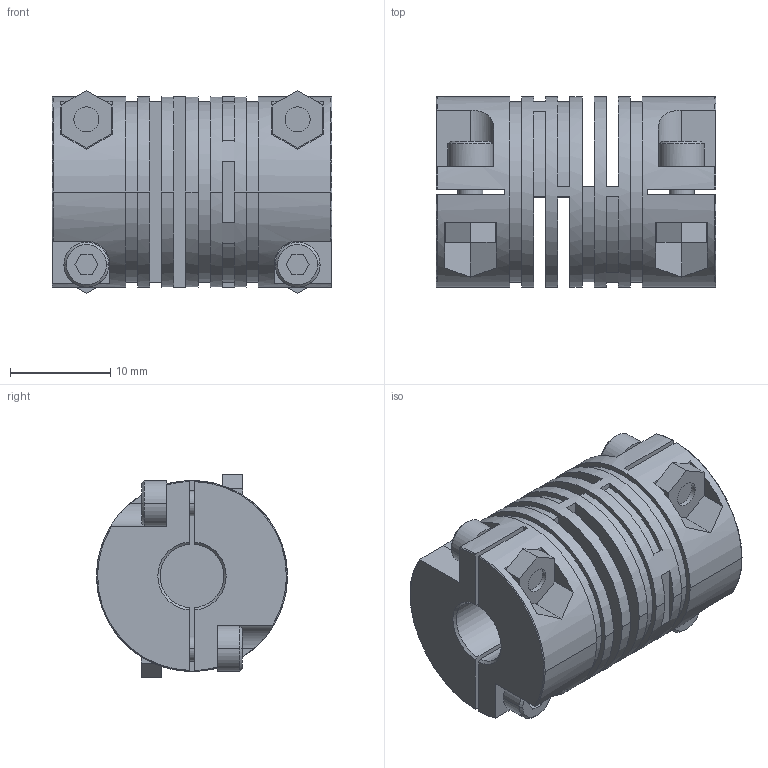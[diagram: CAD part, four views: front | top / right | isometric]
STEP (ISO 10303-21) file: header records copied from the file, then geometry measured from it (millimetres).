
FILE_DESCRIPTION((''),'2;1');
FILE_NAME('84665','2012-02-16T',('carefree'),(''),'PRO/ENGINEER BY PARAMETRIC TECHNOLOGY CORPORATION, 2005030','PRO/ENGINEER BY PARAMETRIC TECHNOLOGY CORPORATION, 2005030','');
FILE_SCHEMA(('CONFIG_CONTROL_DESIGN'));
Length unit declared in the file: inch
Products named in the file (1): 84665
Bounding box: 27.94 x 19.05 x 20.25 mm (x, y, z)
Volume: 6379.5 mm3; surface area: 4579.3 mm2
Topology: 1 solids, 1 shells, 224 faces, 582 edges, 380 vertices
Faces by surface type: plane 154, cylinder 50, cone 12, torus 8
Entity records: 7018 total; most frequent: CARTESIAN_POINT 1370, DIRECTION 1170, ORIENTED_EDGE 1164, EDGE_CURVE 582, AXIS2_PLACEMENT_3D 400, VERTEX_POINT 380, VECTOR 370, LINE 370
